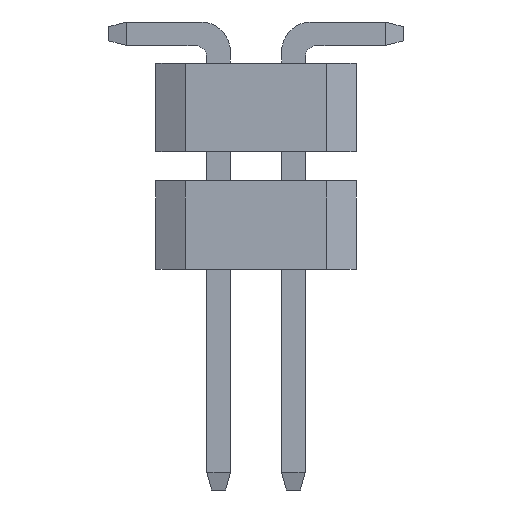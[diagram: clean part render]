
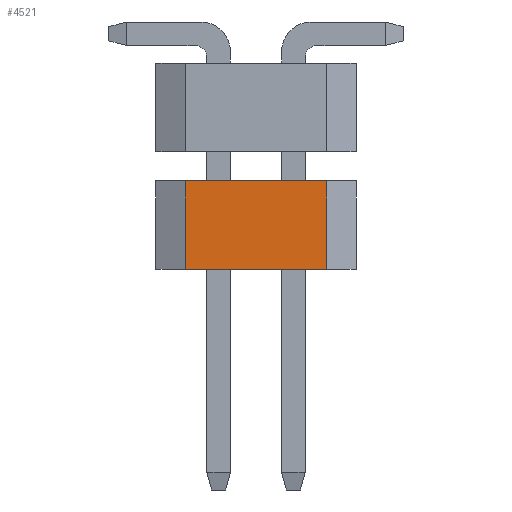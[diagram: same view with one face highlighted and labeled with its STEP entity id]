
A CAD part, left-side view. The second image highlights one B-rep face of the part: STEP entity #4521.
In plain terms, the highlighted planar face has unit normal (-1, 0, 0).
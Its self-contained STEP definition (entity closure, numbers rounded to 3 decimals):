
#560 = VECTOR ( 'NONE', #23973, 1000. ) ;
#869 = EDGE_CURVE ( 'NONE', #20564, #26110, #25216, .T. ) ;
#1583 = EDGE_CURVE ( 'NONE', #4598, #20564, #21679, .T. ) ;
#4304 = DIRECTION ( 'NONE',  ( 0., 0., 1. ) ) ;
#4521 = ADVANCED_FACE ( 'NONE', ( #35499 ), #21026, .F. ) ;
#4598 = VERTEX_POINT ( 'NONE', #13031 ) ;
#6786 = VERTEX_POINT ( 'NONE', #13415 ) ;
#6800 = AXIS2_PLACEMENT_3D ( 'NONE', #33025, #21227, #32847 ) ;
#7698 = ORIENTED_EDGE ( 'NONE', *, *, #869, .T. ) ;
#8414 = CARTESIAN_POINT ( 'NONE',  ( -6.35, -1.2, 1.5 ) ) ;
#8527 = DIRECTION ( 'NONE',  ( 0., 0., 1. ) ) ;
#9325 = LINE ( 'NONE', #9709, #560 ) ;
#9389 = ORIENTED_EDGE ( 'NONE', *, *, #1583, .T. ) ;
#9709 = CARTESIAN_POINT ( 'NONE',  ( -6.35, 0., 1.5 ) ) ;
#12757 = VECTOR ( 'NONE', #4304, 1000. ) ;
#13031 = CARTESIAN_POINT ( 'NONE',  ( -6.35, 1.2, 0. ) ) ;
#13415 = CARTESIAN_POINT ( 'NONE',  ( -6.35, 1.2, 1.5 ) ) ;
#13686 = ORIENTED_EDGE ( 'NONE', *, *, #25232, .F. ) ;
#13856 = LINE ( 'NONE', #28524, #14540 ) ;
#14540 = VECTOR ( 'NONE', #8527, 1000. ) ;
#15730 = CARTESIAN_POINT ( 'NONE',  ( -6.35, -1.2, 0. ) ) ;
#20564 = VERTEX_POINT ( 'NONE', #15730 ) ;
#21026 = PLANE ( 'NONE',  #6800 ) ;
#21227 = DIRECTION ( 'NONE',  ( 1., 0., 0. ) ) ;
#21679 = LINE ( 'NONE', #23969, #24329 ) ;
#23969 = CARTESIAN_POINT ( 'NONE',  ( -6.35, 0., 0. ) ) ;
#23973 = DIRECTION ( 'NONE',  ( 0., -1., 0. ) ) ;
#24329 = VECTOR ( 'NONE', #27015, 1000. ) ;
#25216 = LINE ( 'NONE', #31135, #12757 ) ;
#25232 = EDGE_CURVE ( 'NONE', #6786, #26110, #9325, .T. ) ;
#25503 = EDGE_CURVE ( 'NONE', #4598, #6786, #13856, .T. ) ;
#26110 = VERTEX_POINT ( 'NONE', #8414 ) ;
#27015 = DIRECTION ( 'NONE',  ( 0., -1., 0. ) ) ;
#28524 = CARTESIAN_POINT ( 'NONE',  ( -6.35, 1.2, -1. ) ) ;
#30085 = ORIENTED_EDGE ( 'NONE', *, *, #25503, .F. ) ;
#31135 = CARTESIAN_POINT ( 'NONE',  ( -6.35, -1.2, -1. ) ) ;
#31633 = EDGE_LOOP ( 'NONE', ( #9389, #7698, #13686, #30085 ) ) ;
#32847 = DIRECTION ( 'NONE',  ( 0., 1., 0. ) ) ;
#33025 = CARTESIAN_POINT ( 'NONE',  ( -6.35, 6.559, 27.65 ) ) ;
#35499 = FACE_OUTER_BOUND ( 'NONE', #31633, .T. ) ;
